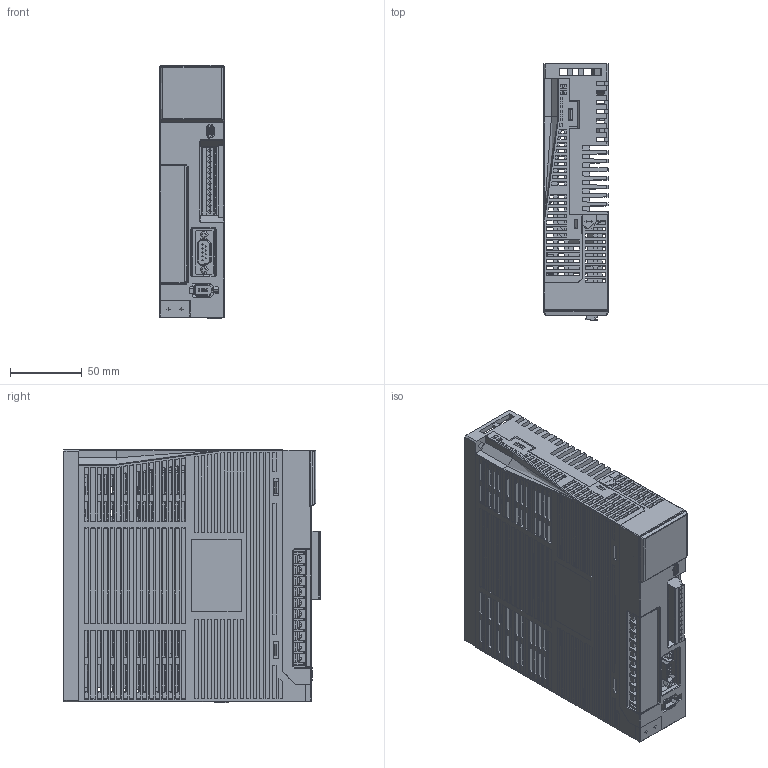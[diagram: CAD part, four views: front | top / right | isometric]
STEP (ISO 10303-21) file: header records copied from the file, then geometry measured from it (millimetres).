
FILE_DESCRIPTION(/* description */ (''),/* implementation_level */ '2;1');
FILE_NAME(/* name */ 'DS5C-2~1',/* time_stamp */ '2021-09-09T09:23:04+08:00',/* author */ (''),/* organization */ (''),/* preprocessor_version */ 'ST-DEVELOPER v15',/* originating_system */ '',/* authorisation */ '');
FILE_SCHEMA (('AUTOMOTIVE_DESIGN'));
Products named in the file (1): Document
Bounding box: 45.05 x 178 x 176 mm (x, y, z)
Volume: 0.5 mm3; surface area: 283999.1 mm2
Topology: 1 solids, 5122 shells, 5128 faces, 30161 edges, 30092 vertices
Faces by surface type: plane 3530, bspline 1598
Entity records: 312285 total; most frequent: CARTESIAN_POINT 154309, ORIENTED_EDGE 30121, EDGE_CURVE 30105, VERTEX_POINT 30095, B_SPLINE_CURVE_WITH_KNOTS 25095, EDGE_LOOP 5699, ADVANCED_FACE 5128, FACE_OUTER_BOUND 5128
